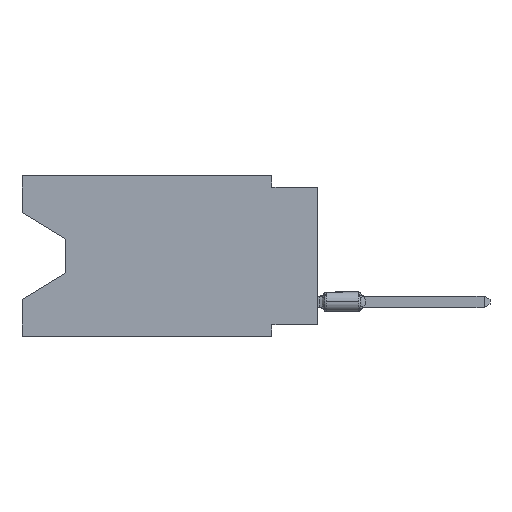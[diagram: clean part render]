
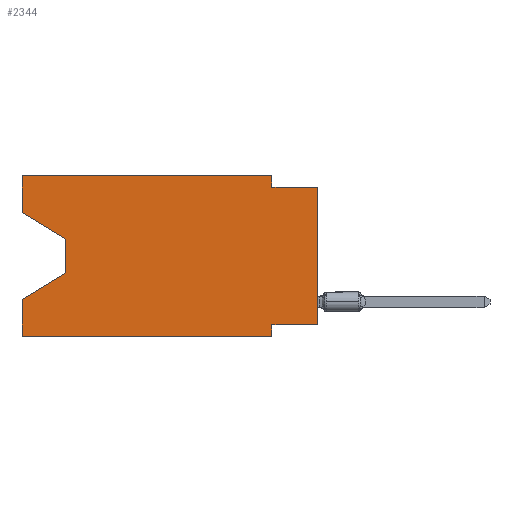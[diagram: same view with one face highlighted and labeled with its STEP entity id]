
A CAD part, left-side view. The second image highlights one B-rep face of the part: STEP entity #2344.
In plain terms, the highlighted planar face has unit normal (-1, 0, 0).
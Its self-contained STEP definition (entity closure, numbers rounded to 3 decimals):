
#199 = CARTESIAN_POINT ( 'NONE',  ( 0., 0., -0.635 ) ) ;
#272 = DIRECTION ( 'NONE',  ( 0., -1., 0. ) ) ;
#421 = VECTOR ( 'NONE', #2395, 1000. ) ;
#493 = VECTOR ( 'NONE', #5077, 1000. ) ;
#539 = CARTESIAN_POINT ( 'NONE',  ( 0., 2.54, 0. ) ) ;
#689 = ORIENTED_EDGE ( 'NONE', *, *, #16647, .F. ) ;
#764 = LINE ( 'NONE', #22052, #11111 ) ;
#914 = ORIENTED_EDGE ( 'NONE', *, *, #5360, .F. ) ;
#922 = AXIS2_PLACEMENT_3D ( 'NONE', #10064, #17095, #15355 ) ;
#1042 = DIRECTION ( 'NONE',  ( 0., 0., 1. ) ) ;
#1296 = EDGE_CURVE ( 'NONE', #17768, #12683, #21966, .T. ) ;
#1376 = VERTEX_POINT ( 'NONE', #13021 ) ;
#1434 = CARTESIAN_POINT ( 'NONE',  ( 0., 2.54, -8.89 ) ) ;
#1721 = EDGE_CURVE ( 'NONE', #4846, #9454, #764, .T. ) ;
#1778 = DIRECTION ( 'NONE',  ( 0., -0.855, -0.519 ) ) ;
#1796 = ORIENTED_EDGE ( 'NONE', *, *, #7538, .F. ) ;
#1916 = LINE ( 'NONE', #20909, #6116 ) ;
#2258 = CARTESIAN_POINT ( 'NONE',  ( 0., 16.383, 0. ) ) ;
#2344 = ADVANCED_FACE ( 'NONE', ( #22027 ), #6237, .F. ) ;
#2395 = DIRECTION ( 'NONE',  ( 0., 0., -1. ) ) ;
#2843 = CARTESIAN_POINT ( 'NONE',  ( 0., 2.54, -8.255 ) ) ;
#2898 = VERTEX_POINT ( 'NONE', #199 ) ;
#3122 = CARTESIAN_POINT ( 'NONE',  ( 0., 13.97, -5.385 ) ) ;
#3588 = LINE ( 'NONE', #19378, #21116 ) ;
#3733 = DIRECTION ( 'NONE',  ( 0., 0., -1. ) ) ;
#4273 = VECTOR ( 'NONE', #9513, 1000. ) ;
#4598 = CARTESIAN_POINT ( 'NONE',  ( 0., 0., 0. ) ) ;
#4846 = VERTEX_POINT ( 'NONE', #13243 ) ;
#5077 = DIRECTION ( 'NONE',  ( 0., 0.855, -0.519 ) ) ;
#5102 = DIRECTION ( 'NONE',  ( 0., 0., 1. ) ) ;
#5308 = CARTESIAN_POINT ( 'NONE',  ( 0., 16.383, 0. ) ) ;
#5360 = EDGE_CURVE ( 'NONE', #11894, #9454, #1916, .T. ) ;
#5815 = EDGE_CURVE ( 'NONE', #16325, #16601, #3588, .T. ) ;
#6116 = VECTOR ( 'NONE', #22628, 1000. ) ;
#6237 = PLANE ( 'NONE',  #922 ) ;
#6432 = LINE ( 'NONE', #4598, #22704 ) ;
#6852 = VECTOR ( 'NONE', #20257, 1000. ) ;
#7538 = EDGE_CURVE ( 'NONE', #17790, #11894, #22102, .T. ) ;
#8581 = ORIENTED_EDGE ( 'NONE', *, *, #15809, .T. ) ;
#9181 = EDGE_CURVE ( 'NONE', #20048, #1376, #19515, .T. ) ;
#9454 = VERTEX_POINT ( 'NONE', #1434 ) ;
#9513 = DIRECTION ( 'NONE',  ( 0., 0., 1. ) ) ;
#10064 = CARTESIAN_POINT ( 'NONE',  ( 0., 16.383, 0. ) ) ;
#10985 = VECTOR ( 'NONE', #3733, 1000. ) ;
#11111 = VECTOR ( 'NONE', #14596, 1000. ) ;
#11622 = CARTESIAN_POINT ( 'NONE',  ( 0., 2.54, 0. ) ) ;
#11725 = CARTESIAN_POINT ( 'NONE',  ( 0., 16.383, -2.038 ) ) ;
#11894 = VERTEX_POINT ( 'NONE', #2843 ) ;
#12275 = EDGE_CURVE ( 'NONE', #12683, #2898, #14321, .T. ) ;
#12500 = EDGE_CURVE ( 'NONE', #1376, #15327, #17528, .T. ) ;
#12683 = VERTEX_POINT ( 'NONE', #14414 ) ;
#12876 = CARTESIAN_POINT ( 'NONE',  ( 0., 16.383, 0. ) ) ;
#13021 = CARTESIAN_POINT ( 'NONE',  ( 0., 13.97, -5.385 ) ) ;
#13122 = CARTESIAN_POINT ( 'NONE',  ( 0., 16.383, -2.038 ) ) ;
#13243 = CARTESIAN_POINT ( 'NONE',  ( 0., 16.383, -8.89 ) ) ;
#13376 = CARTESIAN_POINT ( 'NONE',  ( 0., 0., -8.255 ) ) ;
#13389 = ORIENTED_EDGE ( 'NONE', *, *, #12500, .T. ) ;
#13557 = DIRECTION ( 'NONE',  ( 0., -1., 0. ) ) ;
#14321 = LINE ( 'NONE', #14442, #14808 ) ;
#14414 = CARTESIAN_POINT ( 'NONE',  ( 0., 2.54, -0.635 ) ) ;
#14442 = CARTESIAN_POINT ( 'NONE',  ( 0., 0., -0.635 ) ) ;
#14596 = DIRECTION ( 'NONE',  ( 0., -1., 0. ) ) ;
#14808 = VECTOR ( 'NONE', #272, 1000. ) ;
#15327 = VERTEX_POINT ( 'NONE', #16500 ) ;
#15355 = DIRECTION ( 'NONE',  ( 0., 0., -1. ) ) ;
#15809 = EDGE_CURVE ( 'NONE', #17790, #2898, #6432, .T. ) ;
#16090 = CARTESIAN_POINT ( 'NONE',  ( 0., 0., -8.255 ) ) ;
#16093 = EDGE_CURVE ( 'NONE', #16325, #20048, #20682, .T. ) ;
#16325 = VERTEX_POINT ( 'NONE', #13122 ) ;
#16500 = CARTESIAN_POINT ( 'NONE',  ( 0., 16.383, -6.852 ) ) ;
#16601 = VERTEX_POINT ( 'NONE', #2258 ) ;
#16647 = EDGE_CURVE ( 'NONE', #4846, #15327, #22049, .T. ) ;
#17095 = DIRECTION ( 'NONE',  ( 1., 0., 0. ) ) ;
#17528 = LINE ( 'NONE', #3122, #493 ) ;
#17602 = ORIENTED_EDGE ( 'NONE', *, *, #9181, .T. ) ;
#17692 = CARTESIAN_POINT ( 'NONE',  ( 0., 13.97, -3.505 ) ) ;
#17708 = ORIENTED_EDGE ( 'NONE', *, *, #12275, .F. ) ;
#17768 = VERTEX_POINT ( 'NONE', #539 ) ;
#17790 = VERTEX_POINT ( 'NONE', #16090 ) ;
#18456 = ORIENTED_EDGE ( 'NONE', *, *, #16093, .T. ) ;
#18474 = ORIENTED_EDGE ( 'NONE', *, *, #1296, .F. ) ;
#19038 = ORIENTED_EDGE ( 'NONE', *, *, #21192, .F. ) ;
#19084 = EDGE_LOOP ( 'NONE', ( #18456, #17602, #13389, #689, #22469, #914, #1796, #8581, #17708, #18474, #19038, #20872 ) ) ;
#19378 = CARTESIAN_POINT ( 'NONE',  ( 0., 16.383, 0. ) ) ;
#19515 = LINE ( 'NONE', #17692, #10985 ) ;
#20048 = VERTEX_POINT ( 'NONE', #21210 ) ;
#20137 = VECTOR ( 'NONE', #1778, 1000. ) ;
#20257 = DIRECTION ( 'NONE',  ( 0., 1., 0. ) ) ;
#20682 = LINE ( 'NONE', #11725, #20137 ) ;
#20872 = ORIENTED_EDGE ( 'NONE', *, *, #5815, .F. ) ;
#20909 = CARTESIAN_POINT ( 'NONE',  ( 0., 2.54, -8.89 ) ) ;
#21097 = LINE ( 'NONE', #5308, #22778 ) ;
#21116 = VECTOR ( 'NONE', #5102, 1000. ) ;
#21192 = EDGE_CURVE ( 'NONE', #16601, #17768, #21097, .T. ) ;
#21210 = CARTESIAN_POINT ( 'NONE',  ( 0., 13.97, -3.505 ) ) ;
#21966 = LINE ( 'NONE', #11622, #421 ) ;
#22027 = FACE_OUTER_BOUND ( 'NONE', #19084, .T. ) ;
#22049 = LINE ( 'NONE', #12876, #4273 ) ;
#22052 = CARTESIAN_POINT ( 'NONE',  ( 0., 16.383, -8.89 ) ) ;
#22102 = LINE ( 'NONE', #13376, #6852 ) ;
#22469 = ORIENTED_EDGE ( 'NONE', *, *, #1721, .T. ) ;
#22628 = DIRECTION ( 'NONE',  ( 0., 0., -1. ) ) ;
#22704 = VECTOR ( 'NONE', #1042, 1000. ) ;
#22778 = VECTOR ( 'NONE', #13557, 1000. ) ;
